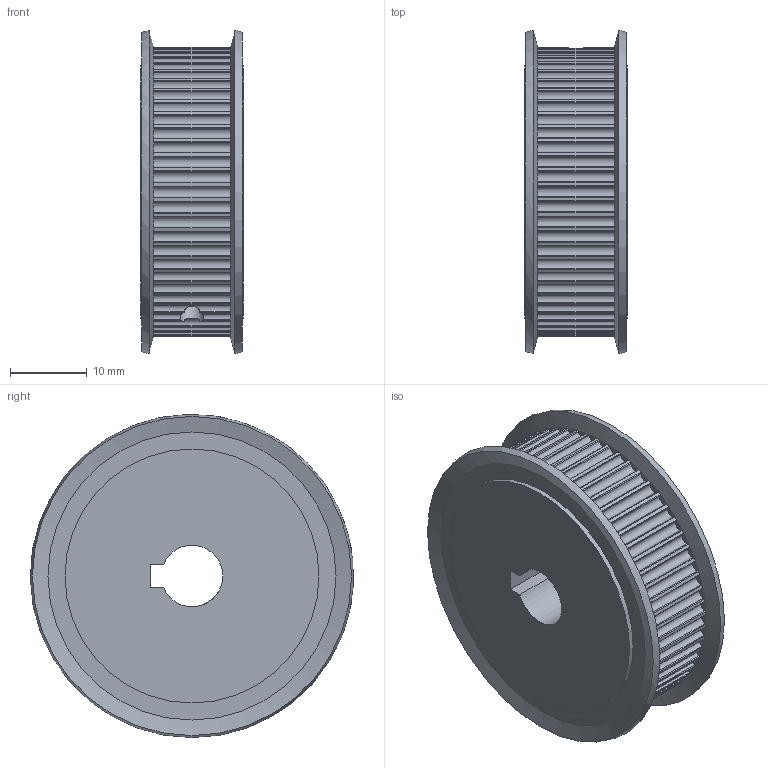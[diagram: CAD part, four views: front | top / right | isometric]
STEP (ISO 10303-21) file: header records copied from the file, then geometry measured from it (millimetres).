
FILE_DESCRIPTION(/* description */ ('STEP AP214'),/* implementation_level */ '2;1');
FILE_NAME(/* name */ 'GPA60GT2090-A-N8',/* time_stamp */ '2025-04-07T19:14:04+02:00',/* author */ ('License CC BY-ND 4.0'),/* organization */ ('CADENAS'),/* preprocessor_version */ 'ST-DEVELOPER v19.3',/* originating_system */ 'PARTsolutions',/* authorisation */ ' ');
FILE_SCHEMA (('AUTOMOTIVE_DESIGN {1 0 10303 214 3 1 1}'));
Length unit declared in the file: millimetre
Products named in the file (3): GPA60GT2090-A-N8; GPA60GT2090-A-N8_b; SET-SCREW4-3
Assembly tree (3 placements, depth 2):
  GPA60GT2090-A-N8
    GPA60GT2090-A-N8_b
    SET-SCREW4-3  x2
Bounding box: 13.3 x 42 x 42 mm (x, y, z)
Volume: 13633.7 mm3; surface area: 6071.6 mm2
Topology: 3 solids, 3 shells, 431 faces, 1017 edges, 591 vertices
Faces by surface type: cylinder 261, plane 158, cone 12
Full cylindrical faces by diameter (mm): 3.242 x2, 4 x2, 33 x2
Entity records: 11960 total; most frequent: DIRECTION 2380, CARTESIAN_POINT 2080, ORIENTED_EDGE 1914, AXIS2_PLACEMENT_3D 1041, EDGE_CURVE 957, CIRCLE 624, VERTEX_POINT 562, FACE_BOUND 433
